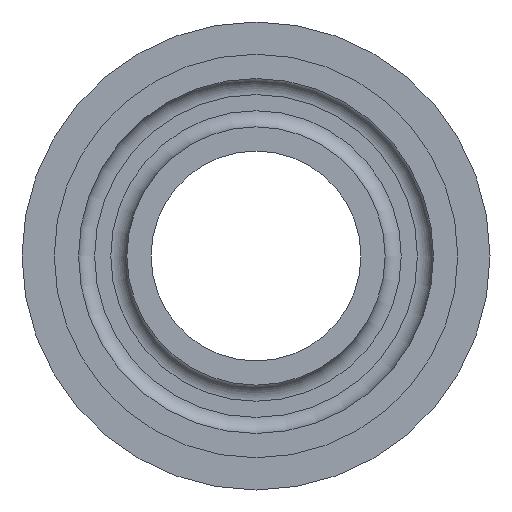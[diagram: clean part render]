
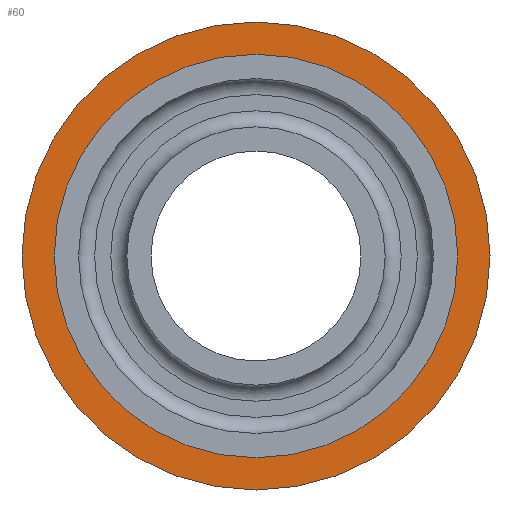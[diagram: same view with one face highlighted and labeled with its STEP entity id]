
A CAD part, left-side view. The second image highlights one B-rep face of the part: STEP entity #60.
In plain terms, the highlighted planar face has unit normal (-1, 0, 0).
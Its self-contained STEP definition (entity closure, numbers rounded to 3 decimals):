
#60 = ADVANCED_FACE( '', ( #137, #138 ), #139, .T. );
#137 = FACE_BOUND( '', #240, .T. );
#138 = FACE_OUTER_BOUND( '', #241, .T. );
#139 = PLANE( '', #242 );
#240 = EDGE_LOOP( '', ( #349 ) );
#241 = EDGE_LOOP( '', ( #350 ) );
#242 = AXIS2_PLACEMENT_3D( '', #351, #352, #353 );
#349 = ORIENTED_EDGE( '', *, *, #473, .T. );
#350 = ORIENTED_EDGE( '', *, *, #474, .F. );
#351 = CARTESIAN_POINT( '', ( -27., 29., 0. ) );
#352 = DIRECTION( '', ( -1., 0., 0. ) );
#353 = DIRECTION( '', ( 0., 0., 1. ) );
#473 = EDGE_CURVE( '', #531, #531, #532, .T. );
#474 = EDGE_CURVE( '', #533, #533, #534, .T. );
#531 = VERTEX_POINT( '', #603 );
#532 = CIRCLE( '', #604, 25. );
#533 = VERTEX_POINT( '', #605 );
#534 = CIRCLE( '', #606, 29. );
#603 = CARTESIAN_POINT( '', ( -27., 0., -25. ) );
#604 = AXIS2_PLACEMENT_3D( '', #678, #679, #680 );
#605 = CARTESIAN_POINT( '', ( -27., 0., -29. ) );
#606 = AXIS2_PLACEMENT_3D( '', #681, #682, #683 );
#678 = CARTESIAN_POINT( '', ( -27., 0., 0. ) );
#679 = DIRECTION( '', ( 1., 0., 0. ) );
#680 = DIRECTION( '', ( 0., 0., -1. ) );
#681 = CARTESIAN_POINT( '', ( -27., 0., 0. ) );
#682 = DIRECTION( '', ( 1., 0., 0. ) );
#683 = DIRECTION( '', ( 0., 0., -1. ) );
